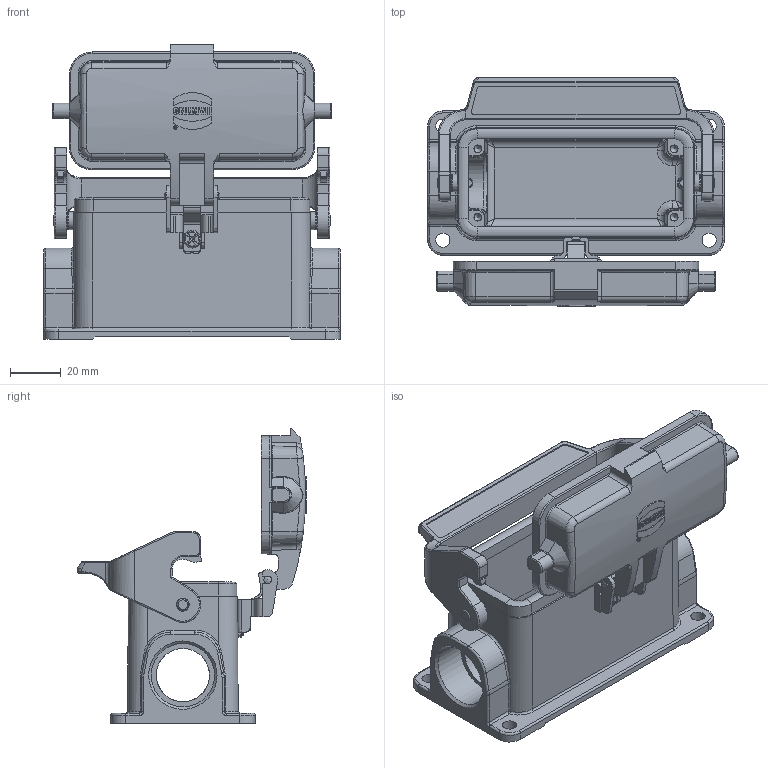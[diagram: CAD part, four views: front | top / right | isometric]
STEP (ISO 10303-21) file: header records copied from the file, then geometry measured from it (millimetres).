
FILE_DESCRIPTION(/* description */ (''),/* implementation_level */ '2;1');
FILE_NAME(/* name */ '100094911ugm000_c.stp',/* time_stamp */ '2017-11-06T09:58:28+01:00',/* author */ (''),/* organization */ (''),/* preprocessor_version */ 'ST-DEVELOPER v16',/* originating_system */ 'SIEMENS PLM Software NX 10.0',/* authorisation */ '');
FILE_SCHEMA (('AUTOMOTIVE_DESIGN { 1 0 10303 214 3 1 1 1 }'));
Length unit declared in the file: millimetre
Products named in the file (1): 100094911ugm000_c
Bounding box: 117 x 90.2 x 116.23 mm (x, y, z)
Volume: 127396.5 mm3; surface area: 73525.7 mm2
Topology: 3 solids, 3 shells, 1017 faces, 2690 edges, 1705 vertices
Faces by surface type: plane 461, cylinder 325, bspline 108, torus 63, cone 48, sphere 6, extrusion 6
Full cylindrical faces by diameter (mm): 1.006 x1, 1.477 x1, 3 x6, 4 x2, 4.8 x2, 5.1 x2, 5.6 x4, 7 x3, 21 x2, 25 x2
Entity records: 39666 total; most frequent: CARTESIAN_POINT 9923, ORIENTED_EDGE 5218, DIRECTION 5012, EDGE_CURVE 2609, AXIS2_PLACEMENT_3D 1825, VERTEX_POINT 1679, VECTOR 1362, LINE 1356
